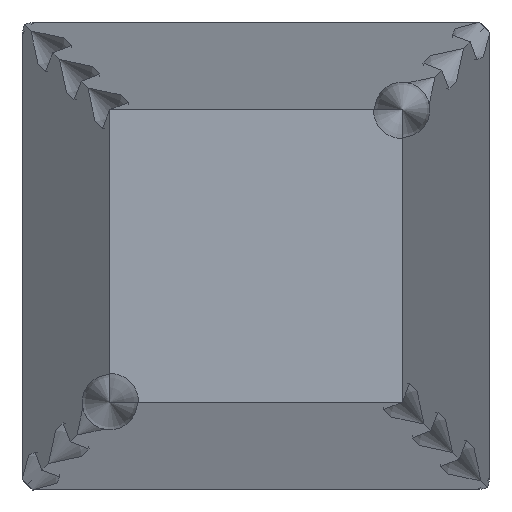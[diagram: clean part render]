
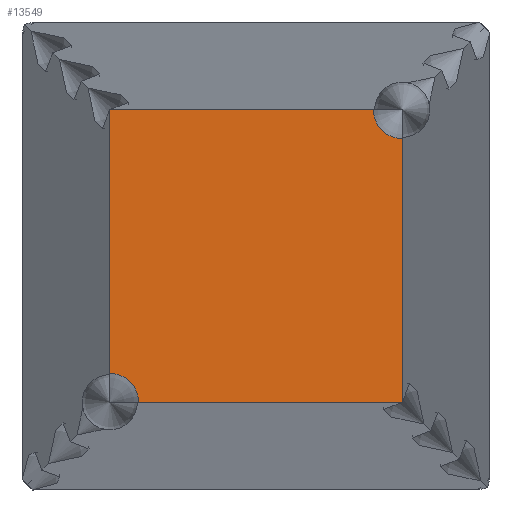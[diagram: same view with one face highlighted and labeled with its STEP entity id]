
A CAD part, front view. The second image highlights one B-rep face of the part: STEP entity #13549.
In plain terms, the highlighted planar face has unit normal (0, -1, 0).
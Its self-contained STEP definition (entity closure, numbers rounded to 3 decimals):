
#211 = EDGE_CURVE ( 'NONE', #5797, #6696, #10632, .T. ) ;
#275 = DIRECTION ( 'NONE',  ( 0., 1., 0. ) ) ;
#441 = AXIS2_PLACEMENT_3D ( 'NONE', #13691, #6591, #15036 ) ;
#492 = DIRECTION ( 'NONE',  ( 0., 0., -1. ) ) ;
#623 = LINE ( 'NONE', #13193, #6276 ) ;
#1172 = EDGE_CURVE ( 'NONE', #3766, #3559, #9186, .T. ) ;
#1244 = CARTESIAN_POINT ( 'NONE',  ( -12.5, -730., -12.5 ) ) ;
#2046 = CARTESIAN_POINT ( 'NONE',  ( 10.025, -730., 12.5 ) ) ;
#2240 = ORIENTED_EDGE ( 'NONE', *, *, #1172, .T. ) ;
#2362 = AXIS2_PLACEMENT_3D ( 'NONE', #3870, #13525, #3985 ) ;
#2789 = CARTESIAN_POINT ( 'NONE',  ( 12.5, -730., 10.025 ) ) ;
#2816 = ORIENTED_EDGE ( 'NONE', *, *, #14938, .F. ) ;
#2885 = CARTESIAN_POINT ( 'NONE',  ( 12.5, -730., -12.5 ) ) ;
#3127 = FACE_OUTER_BOUND ( 'NONE', #8009, .T. ) ;
#3185 = AXIS2_PLACEMENT_3D ( 'NONE', #6226, #275, #10949 ) ;
#3394 = VERTEX_POINT ( 'NONE', #7637 ) ;
#3490 = ORIENTED_EDGE ( 'NONE', *, *, #211, .T. ) ;
#3491 = CARTESIAN_POINT ( 'NONE',  ( -12.5, -730., 12.5 ) ) ;
#3559 = VERTEX_POINT ( 'NONE', #2046 ) ;
#3643 = DIRECTION ( 'NONE',  ( -1., 0., 0. ) ) ;
#3766 = VERTEX_POINT ( 'NONE', #2789 ) ;
#3870 = CARTESIAN_POINT ( 'NONE',  ( 0., -730., 0. ) ) ;
#3931 = EDGE_CURVE ( 'NONE', #3766, #3394, #4935, .T. ) ;
#3985 = DIRECTION ( 'NONE',  ( 0., 0., 1. ) ) ;
#4496 = VECTOR ( 'NONE', #8511, 1000. ) ;
#4876 = LINE ( 'NONE', #10811, #4496 ) ;
#4935 = LINE ( 'NONE', #2885, #13806 ) ;
#5264 = CARTESIAN_POINT ( 'NONE',  ( -10.025, -730., -12.5 ) ) ;
#5797 = VERTEX_POINT ( 'NONE', #6072 ) ;
#5998 = DIRECTION ( 'NONE',  ( 0., 0., 1. ) ) ;
#6072 = CARTESIAN_POINT ( 'NONE',  ( -12.5, -730., -10.025 ) ) ;
#6226 = CARTESIAN_POINT ( 'NONE',  ( 12.5, -730., 12.5 ) ) ;
#6276 = VECTOR ( 'NONE', #5998, 1000. ) ;
#6591 = DIRECTION ( 'NONE',  ( 0., 1., 0. ) ) ;
#6696 = VERTEX_POINT ( 'NONE', #5264 ) ;
#6862 = ORIENTED_EDGE ( 'NONE', *, *, #3931, .F. ) ;
#7637 = CARTESIAN_POINT ( 'NONE',  ( 12.5, -730., -12.5 ) ) ;
#8009 = EDGE_LOOP ( 'NONE', ( #9217, #3490, #2816, #6862, #2240, #12119 ) ) ;
#8389 = VECTOR ( 'NONE', #3643, 1000. ) ;
#8511 = DIRECTION ( 'NONE',  ( 1., 0., 0. ) ) ;
#9186 = CIRCLE ( 'NONE', #3185, 2.475 ) ;
#9217 = ORIENTED_EDGE ( 'NONE', *, *, #15050, .F. ) ;
#9981 = PLANE ( 'NONE',  #2362 ) ;
#10621 = EDGE_CURVE ( 'NONE', #12829, #3559, #4876, .T. ) ;
#10632 = CIRCLE ( 'NONE', #441, 2.475 ) ;
#10811 = CARTESIAN_POINT ( 'NONE',  ( 12.5, -730., 12.5 ) ) ;
#10949 = DIRECTION ( 'NONE',  ( 0., 0., 1. ) ) ;
#12119 = ORIENTED_EDGE ( 'NONE', *, *, #10621, .F. ) ;
#12829 = VERTEX_POINT ( 'NONE', #3491 ) ;
#13193 = CARTESIAN_POINT ( 'NONE',  ( -12.5, -730., 12.5 ) ) ;
#13525 = DIRECTION ( 'NONE',  ( 0., 1., 0. ) ) ;
#13549 = ADVANCED_FACE ( 'NONE', ( #3127 ), #9981, .F. ) ;
#13691 = CARTESIAN_POINT ( 'NONE',  ( -12.5, -730., -12.5 ) ) ;
#13806 = VECTOR ( 'NONE', #492, 1000. ) ;
#14244 = LINE ( 'NONE', #1244, #8389 ) ;
#14938 = EDGE_CURVE ( 'NONE', #3394, #6696, #14244, .T. ) ;
#15036 = DIRECTION ( 'NONE',  ( 0., 0., 1. ) ) ;
#15050 = EDGE_CURVE ( 'NONE', #5797, #12829, #623, .T. ) ;
